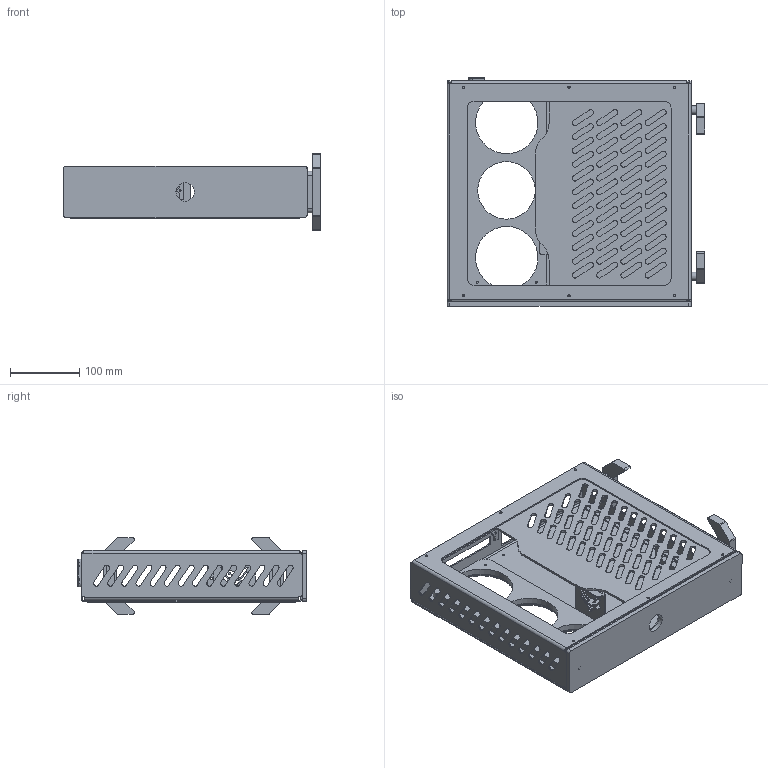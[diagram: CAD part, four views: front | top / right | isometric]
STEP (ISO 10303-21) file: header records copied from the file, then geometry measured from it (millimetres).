
FILE_DESCRIPTION(/* description */ (''),/* implementation_level */ '2;1');
FILE_NAME(/* name */ 'Sapphire O5L Assembly v5.step',/* time_stamp */ '2021-03-23T18:45:22-05:00',/* author */ (''),/* organization */ (''),/* preprocessor_version */ 'ST-DEVELOPER v18.1',/* originating_system */ 'Autodesk Translation Framework v9.10.0.1330',/* authorisation */ '');
FILE_SCHEMA (('AUTOMOTIVE_DESIGN { 1 0 10303 214 3 1 1 }'));
Length unit declared in the file: millimetre
Products named in the file (12): Sapphire O5L Assembly; Sapphire Q4_TRAY WORKING; Sapphire Q4_COVER WORKING; Sapphire Q4_GPU Brace; Sapphire Q4_GPU Fan Spacer; Sapphire Q4_PSU-SSD Bracket_Beveled v1; Sapphire Q4_Window; Sapphire Q4_Bezel; Sapphire Q4_Stand; Rear Trim Plate; Sapphire Q4_GPU Key Retainer v1 v1; Sapphire Q4_GPU Tab Retainer v1
Assembly tree (11 placements, depth 2):
  Sapphire O5L Assembly
    Sapphire Q4_TRAY WORKING
    Sapphire Q4_COVER WORKING
    Sapphire Q4_GPU Brace
    Sapphire Q4_GPU Fan Spacer
    Sapphire Q4_PSU-SSD Bracket_Beveled v1
    Sapphire Q4_Window
    Sapphire Q4_Bezel
    Sapphire Q4_Stand
    Rear Trim Plate
    Sapphire Q4_GPU Key Retainer v1 v1
    Sapphire Q4_GPU Tab Retainer v1
Bounding box: 372.33 x 330.32 x 110 mm (x, y, z)
Volume: 1052886.1 mm3; surface area: 841147.2 mm2
Topology: 18 solids, 18 shells, 899 faces, 2484 edges, 1630 vertices
Faces by surface type: plane 464, cylinder 412, torus 11, bspline 8, cone 3, sphere 1
Full cylindrical faces by diameter (mm): 2.529 x30, 3.4 x36, 3.9 x4, 5 x2, 6.6 x1, 7.5 x2, 26.5 x2, 83 x1, 87 x1, 88 x1, 90 x2, 95 x4
Entity records: 29948 total; most frequent: CARTESIAN_POINT 5169, DIRECTION 5151, ORIENTED_EDGE 4966, EDGE_CURVE 2483, AXIS2_PLACEMENT_3D 1770, VERTEX_POINT 1630, LINE 1611, VECTOR 1611
